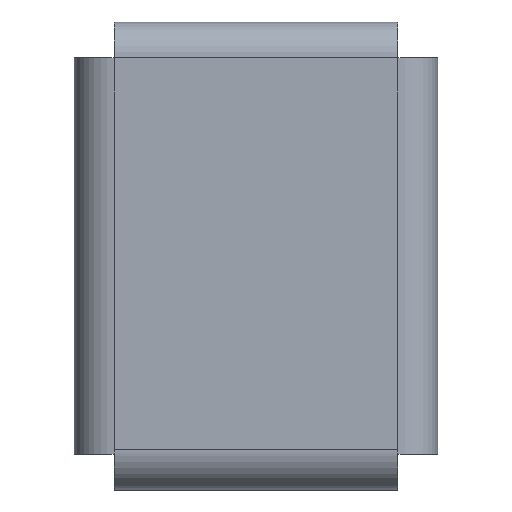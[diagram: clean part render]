
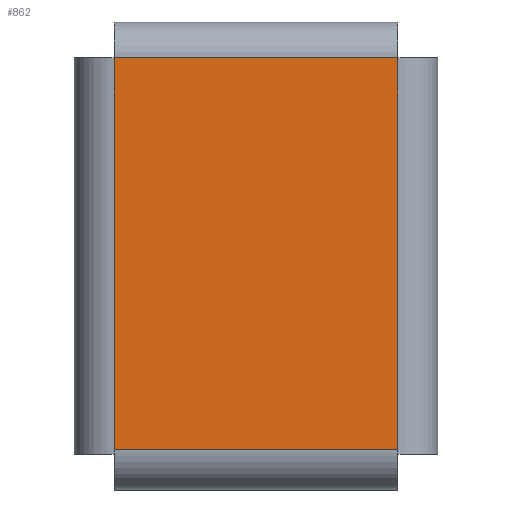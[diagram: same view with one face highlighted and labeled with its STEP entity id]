
A CAD part, left-side view. The second image highlights one B-rep face of the part: STEP entity #862.
In plain terms, the highlighted planar face has unit normal (-1, 0, 0).
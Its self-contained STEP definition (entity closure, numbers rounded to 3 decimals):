
#125=DIRECTION('',(0.,-1.,0.));
#126=VECTOR('',#125,21.46);
#127=CARTESIAN_POINT('',(-20.,22.98,15.));
#128=LINE('',#127,#126);
#143=DIRECTION('',(0.,0.,1.));
#144=VECTOR('',#143,29.68);
#145=CARTESIAN_POINT('',(-20.,22.98,-14.68));
#146=LINE('',#145,#144);
#346=DIRECTION('',(0.,1.,0.));
#347=VECTOR('',#346,21.46);
#348=CARTESIAN_POINT('',(-20.,1.52,-14.68));
#349=LINE('',#348,#347);
#410=DIRECTION('',(0.,0.,1.));
#411=VECTOR('',#410,29.68);
#412=CARTESIAN_POINT('',(-20.,1.52,-14.68));
#413=LINE('',#412,#411);
#549=CARTESIAN_POINT('',(-20.,1.52,15.));
#551=VERTEX_POINT('',#549);
#609=CARTESIAN_POINT('',(-20.,22.98,15.));
#610=VERTEX_POINT('',#609);
#623=CARTESIAN_POINT('',(-20.,22.98,-14.68));
#624=VERTEX_POINT('',#623);
#627=CARTESIAN_POINT('',(-20.,1.52,-14.68));
#628=VERTEX_POINT('',#627);
#848=CARTESIAN_POINT('',(-20.,-1.52,-7.872));
#849=DIRECTION('',(-1.,0.,0.));
#850=DIRECTION('',(0.,0.,1.));
#851=AXIS2_PLACEMENT_3D('',#848,#849,#850);
#852=PLANE('',#851);
#854=ORIENTED_EDGE('',*,*,#853,.T.);
#855=ORIENTED_EDGE('',*,*,#841,.T.);
#857=ORIENTED_EDGE('',*,*,#856,.F.);
#859=ORIENTED_EDGE('',*,*,#858,.T.);
#860=EDGE_LOOP('',(#854,#855,#857,#859));
#861=FACE_OUTER_BOUND('',#860,.F.);
#862=ADVANCED_FACE('',(#861),#852,.T.);
#841=EDGE_CURVE('',#610,#551,#128,.T.);
#853=EDGE_CURVE('',#624,#610,#146,.T.);
#856=EDGE_CURVE('',#628,#551,#413,.T.);
#858=EDGE_CURVE('',#628,#624,#349,.T.);
